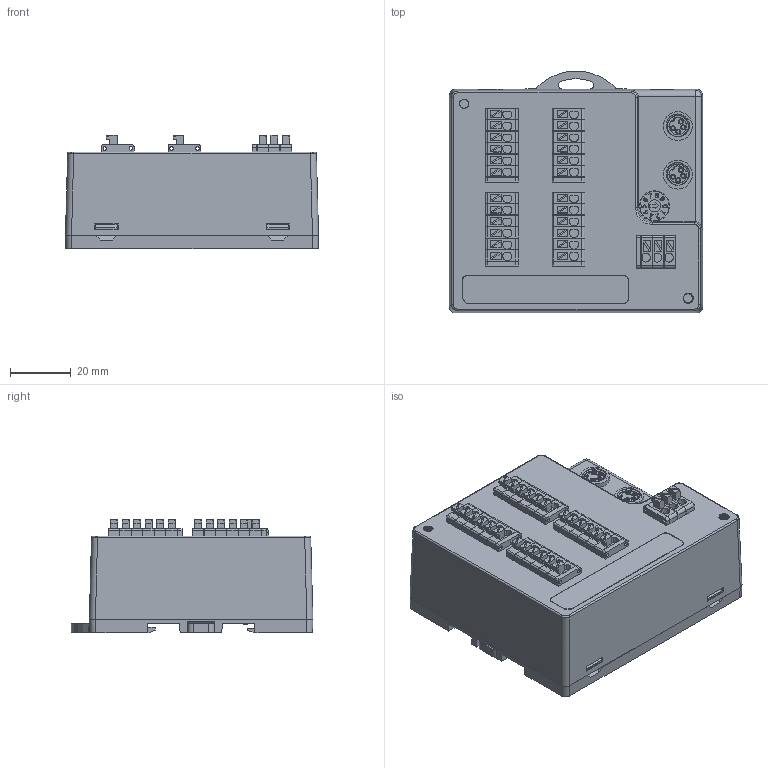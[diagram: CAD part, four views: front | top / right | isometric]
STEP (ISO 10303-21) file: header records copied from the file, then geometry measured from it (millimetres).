
FILE_DESCRIPTION(/* description */ (''),/* implementation_level */ '2;1');
FILE_NAME(/* name */ '',/* time_stamp */ '2025-09-09T15:10:37+08:00',/* author */ (''),/* organization */ (''),/* preprocessor_version */ 'ST-DEVELOPER v14',/* originating_system */ 'SIEMENS PLM Software NX 8.0',/* authorisation */ '');
FILE_SCHEMA (('AP203_CONFIGURATION_CONTROLLED_3D_DESIGN_OF_MECHANICAL_PARTS_AND_ASSEMBLIES_MIM_LF { 1 0 10303 403 2 1 2}'));
Products named in the file (1): DELL61E059CDasy9
Bounding box: 83.42 x 79.71 x 37.3 mm (x, y, z)
Volume: 172383.8 mm3; surface area: 32026.6 mm2
Topology: 3 solids, 7 shells, 1267 faces, 3321 edges, 2212 vertices
Faces by surface type: plane 846, cylinder 288, extrusion 94, bspline 18, cone 16, torus 4, sphere 1
Full cylindrical faces by diameter (mm): 1.168 x32, 1.178 x32, 1.2 x8, 1.5 x8, 3 x34, 4 x1, 8.6 x4, 9.5 x6, 9.6 x1, 9.9 x1
Entity records: 51375 total; most frequent: CARTESIAN_POINT 21213, ORIENTED_EDGE 6172, DIRECTION 5718, EDGE_CURVE 3086, VECTOR 2394, LINE 2300, VERTEX_POINT 2117, AXIS2_PLACEMENT_3D 1662
